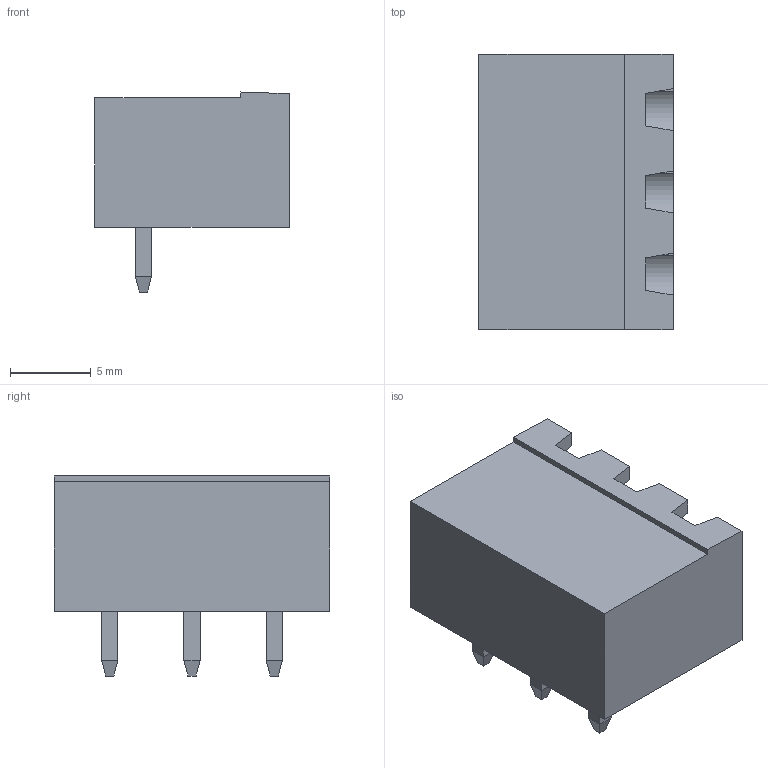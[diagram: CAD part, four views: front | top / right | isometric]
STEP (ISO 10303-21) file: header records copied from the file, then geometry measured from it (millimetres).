
FILE_DESCRIPTION(/* description */ (''),/* implementation_level */ '2;1');
FILE_NAME(/* name */ 'Phoenix Connector_3_Pin v2.step',/* time_stamp */ '2022-08-31T13:30:42-07:00',/* author */ (''),/* organization */ (''),/* preprocessor_version */ 'ST-DEVELOPER v19',/* originating_system */ 'Autodesk Translation Framework v11.7.0.108',/* authorisation */ '');
FILE_SCHEMA (('AUTOMOTIVE_DESIGN { 1 0 10303 214 3 1 1 }'));
Length unit declared in the file: millimetre
Products named in the file (1): Phoenix Connector_3_Pin
Bounding box: 12 x 17 x 12.35 mm (x, y, z)
Volume: 574.6 mm3; surface area: 1791.4 mm2
Topology: 15 solids, 15 shells, 156 faces, 345 edges, 222 vertices
Faces by surface type: plane 141, cylinder 15
Full cylindrical faces by diameter (mm): 1.295 x3
Entity records: 4240 total; most frequent: CARTESIAN_POINT 724, ORIENTED_EDGE 690, DIRECTION 689, EDGE_CURVE 345, LINE 315, VECTOR 315, VERTEX_POINT 222, AXIS2_PLACEMENT_3D 187
